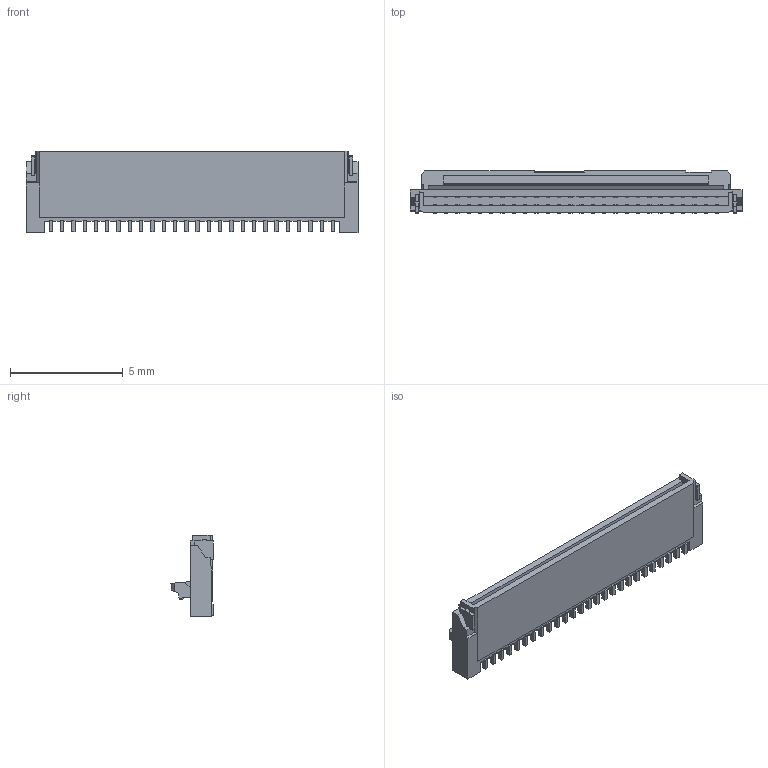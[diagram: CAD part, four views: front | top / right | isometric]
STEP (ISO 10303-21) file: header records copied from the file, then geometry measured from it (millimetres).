
FILE_DESCRIPTION((''),'2;1');
FILE_NAME('5034802600','2020-07-30T',('gga'),(''),'PRO/ENGINEER BY PARAMETRIC TECHNOLOGY CORPORATION, 2016010','PRO/ENGINEER BY PARAMETRIC TECHNOLOGY CORPORATION, 2016010','');
FILE_SCHEMA(('CONFIG_CONTROL_DESIGN'));
Length unit declared in the file: millimetre
Products named in the file (1): 5034802600
Bounding box: 14.7 x 1.87 x 3.6 mm (x, y, z)
Volume: 34.3 mm3; surface area: 249.9 mm2
Topology: 1 solids, 1 shells, 959 faces, 2742 edges, 1864 vertices
Faces by surface type: plane 872, cylinder 87
Entity records: 30785 total; most frequent: CARTESIAN_POINT 5454, ORIENTED_EDGE 5260, DIRECTION 4840, EDGE_CURVE 2630, VECTOR 2564, LINE 2564, VERTEX_POINT 1752, AXIS2_PLACEMENT_3D 1138
